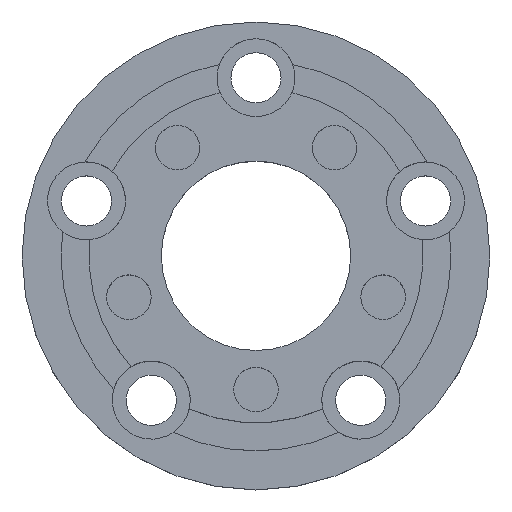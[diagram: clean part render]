
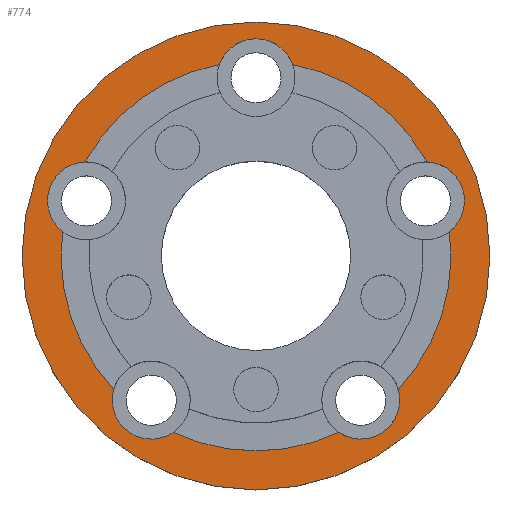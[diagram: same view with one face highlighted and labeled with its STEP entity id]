
A CAD part, top view. The second image highlights one B-rep face of the part: STEP entity #774.
In plain terms, the highlighted planar face has unit normal (0, 0, 1).
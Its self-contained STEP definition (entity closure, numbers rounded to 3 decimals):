
#15=FACE_BOUND('',#196,.T.);
#148=FACE_OUTER_BOUND('',#195,.T.);
#195=EDGE_LOOP('',(#542));
#196=EDGE_LOOP('',(#543,#544,#545,#546,#547,#548,#549,#550,#551,#552));
#257=CIRCLE('',#837,17.5);
#259=CIRCLE('',#840,17.5);
#261=CIRCLE('',#843,17.5);
#263=CIRCLE('',#846,17.5);
#265=CIRCLE('',#849,17.5);
#266=CIRCLE('',#851,21.);
#267=CIRCLE('',#852,3.5);
#268=CIRCLE('',#853,3.5);
#269=CIRCLE('',#854,3.5);
#270=CIRCLE('',#855,3.5);
#271=CIRCLE('',#856,3.5);
#334=VERTEX_POINT('',#1254);
#335=VERTEX_POINT('',#1256);
#338=VERTEX_POINT('',#1263);
#339=VERTEX_POINT('',#1265);
#342=VERTEX_POINT('',#1272);
#343=VERTEX_POINT('',#1274);
#346=VERTEX_POINT('',#1281);
#347=VERTEX_POINT('',#1283);
#350=VERTEX_POINT('',#1290);
#351=VERTEX_POINT('',#1292);
#352=VERTEX_POINT('',#1296);
#410=EDGE_CURVE('',#334,#335,#257,.T.);
#414=EDGE_CURVE('',#338,#339,#259,.T.);
#418=EDGE_CURVE('',#342,#343,#261,.T.);
#422=EDGE_CURVE('',#346,#347,#263,.T.);
#426=EDGE_CURVE('',#350,#351,#265,.T.);
#428=EDGE_CURVE('',#352,#352,#266,.T.);
#429=EDGE_CURVE('',#335,#350,#267,.T.);
#430=EDGE_CURVE('',#339,#334,#268,.T.);
#431=EDGE_CURVE('',#343,#338,#269,.T.);
#432=EDGE_CURVE('',#347,#342,#270,.T.);
#433=EDGE_CURVE('',#351,#346,#271,.T.);
#542=ORIENTED_EDGE('',*,*,#428,.F.);
#543=ORIENTED_EDGE('',*,*,#426,.F.);
#544=ORIENTED_EDGE('',*,*,#429,.F.);
#545=ORIENTED_EDGE('',*,*,#410,.F.);
#546=ORIENTED_EDGE('',*,*,#430,.F.);
#547=ORIENTED_EDGE('',*,*,#414,.F.);
#548=ORIENTED_EDGE('',*,*,#431,.F.);
#549=ORIENTED_EDGE('',*,*,#418,.F.);
#550=ORIENTED_EDGE('',*,*,#432,.F.);
#551=ORIENTED_EDGE('',*,*,#422,.F.);
#552=ORIENTED_EDGE('',*,*,#433,.F.);
#750=PLANE('',#850);
#774=ADVANCED_FACE('',(#148,#15),#750,.T.);
#837=AXIS2_PLACEMENT_3D('',#1257,#975,#976);
#840=AXIS2_PLACEMENT_3D('',#1266,#983,#984);
#843=AXIS2_PLACEMENT_3D('',#1275,#991,#992);
#846=AXIS2_PLACEMENT_3D('',#1284,#999,#1000);
#849=AXIS2_PLACEMENT_3D('',#1293,#1007,#1008);
#850=AXIS2_PLACEMENT_3D('',#1295,#1010,#1011);
#851=AXIS2_PLACEMENT_3D('',#1297,#1012,#1013);
#852=AXIS2_PLACEMENT_3D('',#1298,#1014,#1015);
#853=AXIS2_PLACEMENT_3D('',#1299,#1016,#1017);
#854=AXIS2_PLACEMENT_3D('',#1300,#1018,#1019);
#855=AXIS2_PLACEMENT_3D('',#1301,#1020,#1021);
#856=AXIS2_PLACEMENT_3D('',#1302,#1022,#1023);
#975=DIRECTION('center_axis',(0.,0.,1.));
#976=DIRECTION('ref_axis',(-1.,0.,0.));
#983=DIRECTION('center_axis',(0.,0.,1.));
#984=DIRECTION('ref_axis',(-1.,0.,0.));
#991=DIRECTION('center_axis',(0.,0.,1.));
#992=DIRECTION('ref_axis',(-1.,0.,0.));
#999=DIRECTION('center_axis',(0.,0.,1.));
#1000=DIRECTION('ref_axis',(-1.,0.,0.));
#1007=DIRECTION('center_axis',(0.,0.,1.));
#1008=DIRECTION('ref_axis',(-1.,0.,0.));
#1010=DIRECTION('center_axis',(0.,0.,1.));
#1011=DIRECTION('ref_axis',(-1.,0.,0.));
#1012=DIRECTION('center_axis',(0.,0.,-1.));
#1013=DIRECTION('ref_axis',(1.,0.,0.));
#1014=DIRECTION('center_axis',(0.,0.,1.));
#1015=DIRECTION('ref_axis',(0.309,0.951,0.));
#1016=DIRECTION('center_axis',(0.,0.,1.));
#1017=DIRECTION('ref_axis',(1.,0.,0.));
#1018=DIRECTION('center_axis',(0.,0.,1.));
#1019=DIRECTION('ref_axis',(1.,0.,0.));
#1020=DIRECTION('center_axis',(0.,0.,1.));
#1021=DIRECTION('ref_axis',(1.,0.,0.));
#1022=DIRECTION('center_axis',(0.,0.,1.));
#1023=DIRECTION('ref_axis',(-0.809,0.588,0.));
#1254=CARTESIAN_POINT('',(-3.292,17.188,5.5));
#1256=CARTESIAN_POINT('',(-15.329,8.442,5.5));
#1257=CARTESIAN_POINT('Origin',(0.,0.,5.5));
#1263=CARTESIAN_POINT('',(15.329,8.442,5.5));
#1265=CARTESIAN_POINT('',(3.292,17.188,5.5));
#1266=CARTESIAN_POINT('Origin',(0.,0.,5.5));
#1272=CARTESIAN_POINT('',(12.766,-11.97,5.5));
#1274=CARTESIAN_POINT('',(17.364,2.18,5.5));
#1275=CARTESIAN_POINT('Origin',(0.,0.,5.5));
#1281=CARTESIAN_POINT('',(-7.439,-15.84,5.5));
#1283=CARTESIAN_POINT('',(7.439,-15.84,5.5));
#1284=CARTESIAN_POINT('Origin',(0.,0.,5.5));
#1290=CARTESIAN_POINT('',(-17.364,2.18,5.5));
#1292=CARTESIAN_POINT('',(-12.766,-11.97,5.5));
#1293=CARTESIAN_POINT('Origin',(0.,0.,5.5));
#1295=CARTESIAN_POINT('Origin',(0.,0.,5.5));
#1296=CARTESIAN_POINT('',(-21.,0.,5.5));
#1297=CARTESIAN_POINT('Origin',(0.,0.,5.5));
#1298=CARTESIAN_POINT('Origin',(-15.217,4.944,5.5));
#1299=CARTESIAN_POINT('Origin',(0.,16.,5.5));
#1300=CARTESIAN_POINT('Origin',(15.217,4.944,5.5));
#1301=CARTESIAN_POINT('Origin',(9.405,-12.944,5.5));
#1302=CARTESIAN_POINT('Origin',(-9.405,-12.944,5.5));
